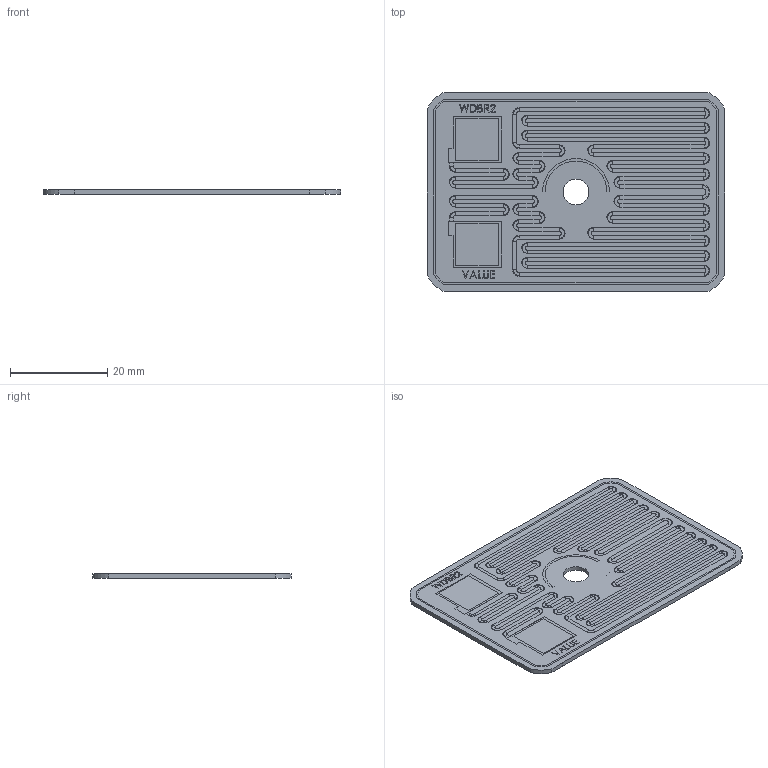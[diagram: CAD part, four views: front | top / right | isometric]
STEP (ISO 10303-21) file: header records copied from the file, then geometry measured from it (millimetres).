
FILE_DESCRIPTION (( 'STEP AP203' ), '1' );
FILE_NAME ('WDBR2-XXXRKIW.STEP', '2015-12-15T12:25:07', ( '' ), ( '' ), 'SwSTEP 2.0', 'SolidWorks 2015', '' );
FILE_SCHEMA (( 'CONFIG_CONTROL_DESIGN' ));
Length unit declared in the file: millimetre
Products named in the file (1): WDBR2-XXXRKIW
Bounding box: 60.96 x 40.64 x 0.9 mm (x, y, z)
Volume: 2196.5 mm3; surface area: 8571.9 mm2
Topology: 1 solids, 1 shells, 536 faces, 1583 edges, 1028 vertices
Faces by surface type: plane 313, cylinder 189, bspline 34
Entity records: 19946 total; most frequent: CARTESIAN_POINT 5310, ORIENTED_EDGE 3166, DIRECTION 2899, EDGE_CURVE 1583, VECTOR 1137, LINE 1137, VERTEX_POINT 1028, AXIS2_PLACEMENT_3D 881
